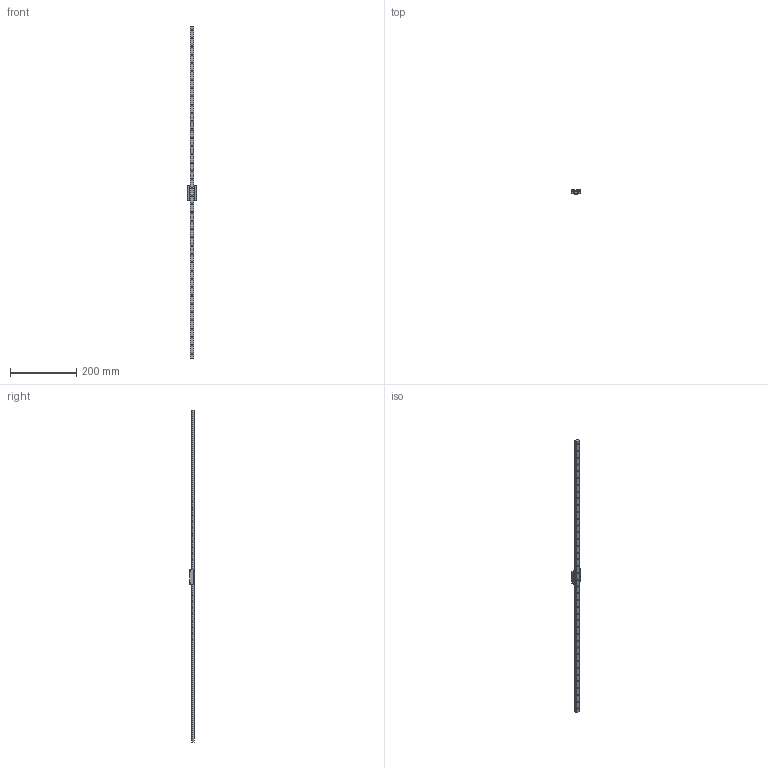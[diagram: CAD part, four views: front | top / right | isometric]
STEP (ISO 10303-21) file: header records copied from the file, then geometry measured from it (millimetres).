
FILE_DESCRIPTION(('FreeCAD Model'),'2;1');
FILE_NAME('MGN12H_1000.stp','2020-12-18T17:15:31',('Author'),(''), 'Open CASCADE STEP processor 7.3','FreeCAD','Unknown');
FILE_SCHEMA(('CONFIG_CONTROL_DESIGN','SHAPE_APPEARANCE_LAYER_MIM'));
Length unit declared in the file: millimetre
Products named in the file (4): MGN12H; rail; Cut; carriage
Assembly tree (3 placements, depth 3):
  MGN12H
    rail
      Cut
    carriage
Bounding box: 27 x 13.3 x 1000 mm (x, y, z)
Volume: 95088.6 mm3; surface area: 54017.9 mm2
Topology: 2 solids, 2 shells, 206 faces, 452 edges, 300 vertices
Faces by surface type: plane 110, cylinder 92, cone 4
Full cylindrical faces by diameter (mm): 1.4 x2, 3 x4, 3.3 x4, 3.5 x40, 6 x40
Entity records: 12177 total; most frequent: CARTESIAN_POINT 2400, DIRECTION 1875, LINE 984, VECTOR 984, ORIENTED_EDGE 904, PCURVE 904, DEFINITIONAL_REPRESENTATION 904, EDGE_CURVE 452
